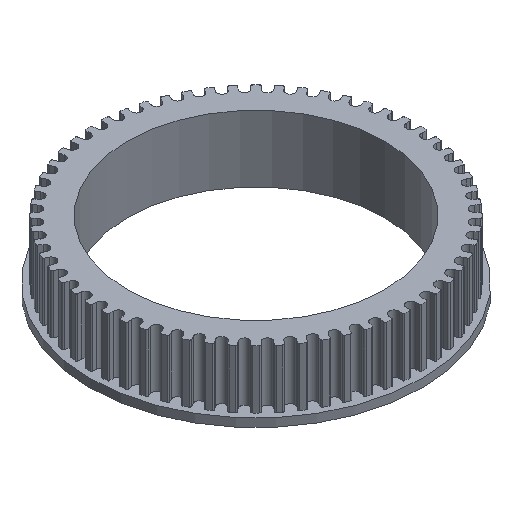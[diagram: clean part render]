
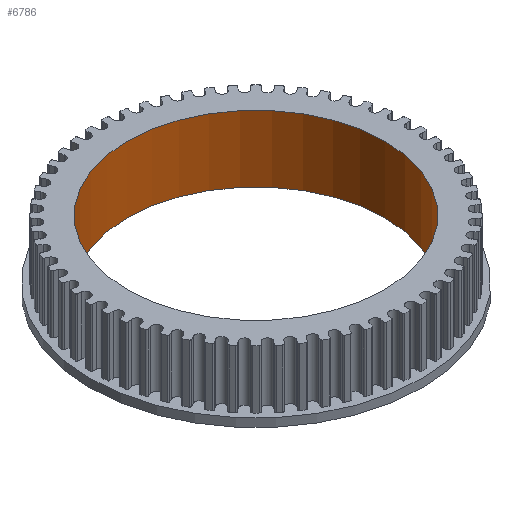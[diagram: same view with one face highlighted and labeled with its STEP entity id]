
A CAD part, isometric view. The second image highlights one B-rep face of the part: STEP entity #6786.
In plain terms, the highlighted cylindrical face has radius 15.5 mm (diameter 31 mm), a full revolution.
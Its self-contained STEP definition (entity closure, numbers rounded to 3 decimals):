
#141=FACE_OUTER_BOUND('',#506,.T.);
#506=EDGE_LOOP('',(#4372,#4373,#4374,#4375));
#874=LINE('',#10321,#1476);
#1476=VECTOR('',#8020,15.5);
#2078=CIRCLE('',#7166,15.5);
#2079=CIRCLE('',#7167,15.5);
#2562=VERTEX_POINT('',#10318);
#2563=VERTEX_POINT('',#10320);
#3286=EDGE_CURVE('',#2562,#2562,#2078,.T.);
#3287=EDGE_CURVE('',#2562,#2563,#874,.T.);
#3288=EDGE_CURVE('',#2563,#2563,#2079,.T.);
#4372=ORIENTED_EDGE('',*,*,#3286,.F.);
#4373=ORIENTED_EDGE('',*,*,#3287,.T.);
#4374=ORIENTED_EDGE('',*,*,#3288,.F.);
#4375=ORIENTED_EDGE('',*,*,#3287,.F.);
#6544=CYLINDRICAL_SURFACE('',#7165,15.5);
#6786=ADVANCED_FACE('',(#141),#6544,.F.);
#7165=AXIS2_PLACEMENT_3D('',#10317,#8016,#8017);
#7166=AXIS2_PLACEMENT_3D('',#10319,#8018,#8019);
#7167=AXIS2_PLACEMENT_3D('',#10322,#8021,#8022);
#8016=DIRECTION('center_axis',(0.,0.,-1.));
#8017=DIRECTION('ref_axis',(-1.,0.,0.));
#8018=DIRECTION('center_axis',(0.,0.,-1.));
#8019=DIRECTION('ref_axis',(-1.,0.,0.));
#8020=DIRECTION('',(0.,0.,-1.));
#8021=DIRECTION('center_axis',(0.,0.,1.));
#8022=DIRECTION('ref_axis',(-1.,0.,0.));
#10317=CARTESIAN_POINT('Origin',(0.,0.,8.));
#10318=CARTESIAN_POINT('',(15.5,0.,7.));
#10319=CARTESIAN_POINT('Origin',(0.,0.,7.));
#10320=CARTESIAN_POINT('',(15.5,0.,-1.));
#10321=CARTESIAN_POINT('',(15.5,0.,8.));
#10322=CARTESIAN_POINT('Origin',(0.,0.,-1.));
